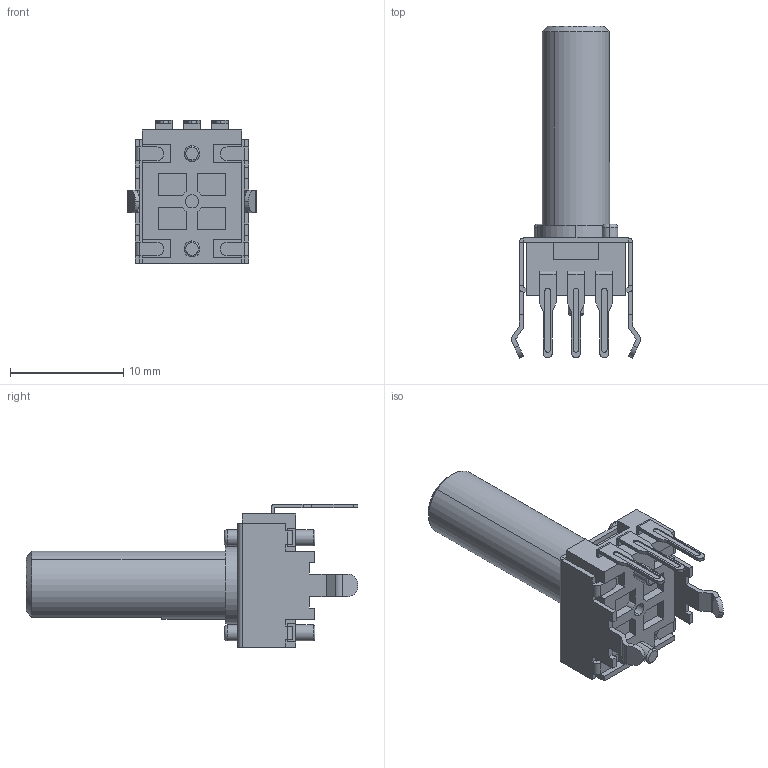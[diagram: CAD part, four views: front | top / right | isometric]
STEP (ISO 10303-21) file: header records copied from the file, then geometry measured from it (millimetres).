
FILE_DESCRIPTION (( 'STEP AP214' ), '1' );
FILE_NAME ('PTV09A-4025F-B103.STEP', '2024-06-09T16:20:11', ( 'LENOVO' ), ( '' ), 'SwSTEP 2.0', 'SolidWorks 2021', '' );
FILE_SCHEMA (( 'AUTOMOTIVE_DESIGN' ));
Length unit declared in the file: millimetre
Products named in the file (1): PTV09A-4025F-B103
Bounding box: 11.4 x 29.3 x 12.65 mm (x, y, z)
Volume: 1035.8 mm3; surface area: 1484 mm2
Topology: 8 solids, 8 shells, 237 faces, 604 edges, 394 vertices
Faces by surface type: plane 169, cylinder 59, torus 8, cone 1
Entity records: 7210 total; most frequent: CARTESIAN_POINT 1242, DIRECTION 1215, ORIENTED_EDGE 1208, EDGE_CURVE 604, LINE 465, VECTOR 465, VERTEX_POINT 394, AXIS2_PLACEMENT_3D 375
